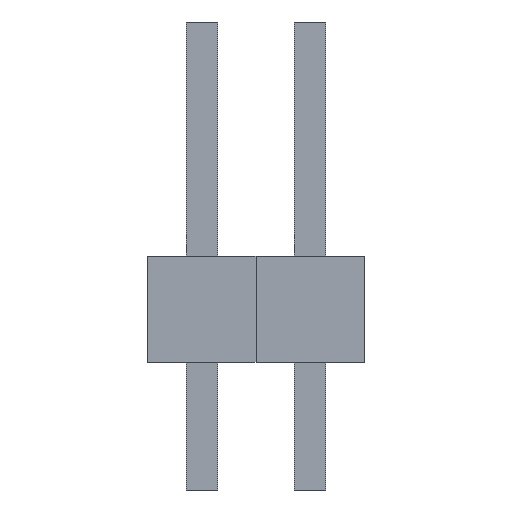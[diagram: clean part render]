
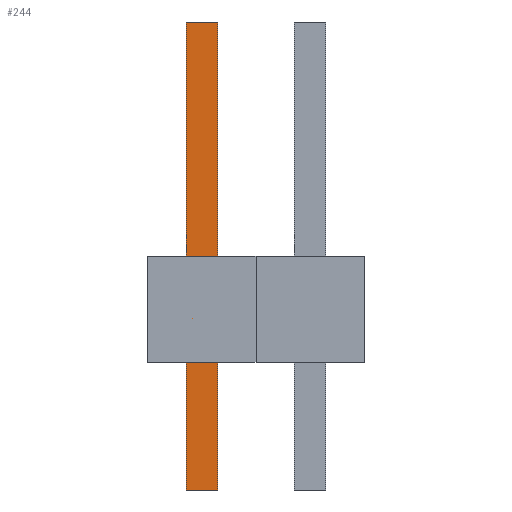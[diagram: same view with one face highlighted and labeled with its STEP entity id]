
A CAD part, front view. The second image highlights one B-rep face of the part: STEP entity #244.
In plain terms, the highlighted planar face has unit normal (0, -1, 0).
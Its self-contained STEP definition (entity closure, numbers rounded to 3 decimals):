
#13=DIRECTION('',(0.,0.,1.));
#14=DIRECTION('',(1.,0.,0.));
#85=VECTOR('',#13,1.);
#92=DIRECTION('',(0.,1.,0.));
#134=VECTOR('',#14,1.);
#198=EDGE_CURVE('',#199,#201,#203,.T.);
#199=VERTEX_POINT('',#200);
#200=CARTESIAN_POINT('',(-0.371,-0.371,-3.));
#201=VERTEX_POINT('',#202);
#202=CARTESIAN_POINT('',(-0.371,-0.371,8.));
#203=LINE('',#200,#85);
#222=ORIENTED_EDGE('',*,*,#223,.F.);
#223=EDGE_CURVE('',#224,#226,#228,.T.);
#224=VERTEX_POINT('',#225);
#225=CARTESIAN_POINT('',(0.371,-0.371,-3.));
#226=VERTEX_POINT('',#227);
#227=CARTESIAN_POINT('',(0.371,-0.371,8.));
#228=LINE('',#225,#85);
#244=ADVANCED_FACE('',(#245),#254,.F.);
#245=FACE_BOUND('',#246,.F.);
#246=EDGE_LOOP('',(#247,#250,#251,#222));
#247=ORIENTED_EDGE('',*,*,#248,.F.);
#248=EDGE_CURVE('',#199,#224,#249,.T.);
#249=LINE('',#200,#134);
#250=ORIENTED_EDGE('',*,*,#198,.T.);
#251=ORIENTED_EDGE('',*,*,#252,.T.);
#252=EDGE_CURVE('',#201,#226,#253,.T.);
#253=LINE('',#202,#134);
#254=PLANE('',#255);
#255=AXIS2_PLACEMENT_3D('',#200,#92,#13);
